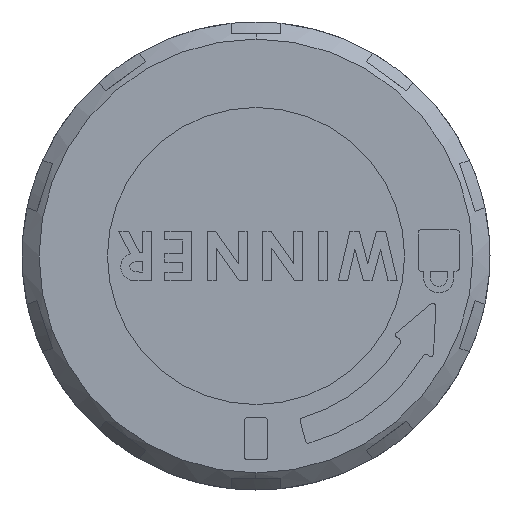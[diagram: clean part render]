
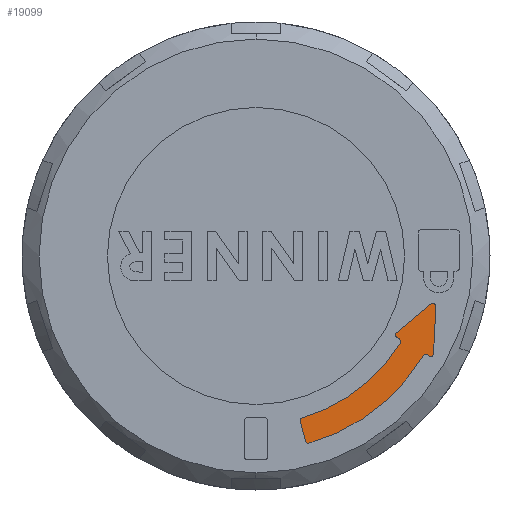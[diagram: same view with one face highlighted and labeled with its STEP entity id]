
A CAD part, left-side view. The second image highlights one B-rep face of the part: STEP entity #19099.
In plain terms, the highlighted planar face has unit normal (-1, 0, 0).
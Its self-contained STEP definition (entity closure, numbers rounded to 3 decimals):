
#250 = CARTESIAN_POINT ( 'NONE',  ( -47.14, -3.557, -12.504 ) ) ;
#280 = DIRECTION ( 'NONE',  ( -1., 0., 0. ) ) ;
#383 = DIRECTION ( 'NONE',  ( 1., 0., 0. ) ) ;
#417 = ORIENTED_EDGE ( 'NONE', *, *, #2034, .T. ) ;
#470 = DIRECTION ( 'NONE',  ( 0., 0., 1. ) ) ;
#483 = FACE_OUTER_BOUND ( 'NONE', #7043, .T. ) ;
#621 = VERTEX_POINT ( 'NONE', #11302 ) ;
#669 = ORIENTED_EDGE ( 'NONE', *, *, #8492, .T. ) ;
#816 = VERTEX_POINT ( 'NONE', #15616 ) ;
#920 = CIRCLE ( 'NONE', #7189, 0.25 ) ;
#948 = CIRCLE ( 'NONE', #8864, 0.25 ) ;
#1022 = ORIENTED_EDGE ( 'NONE', *, *, #6729, .T. ) ;
#1048 = AXIS2_PLACEMENT_3D ( 'NONE', #11437, #383, #12915 ) ;
#1186 = ORIENTED_EDGE ( 'NONE', *, *, #15689, .T. ) ;
#1543 = LINE ( 'NONE', #6127, #9313 ) ;
#1991 = AXIS2_PLACEMENT_3D ( 'NONE', #16995, #6121, #7807 ) ;
#2034 = EDGE_CURVE ( 'NONE', #4162, #14568, #948, .T. ) ;
#2317 = CARTESIAN_POINT ( 'NONE',  ( -47.14, -10.798, -6.003 ) ) ;
#2722 = DIRECTION ( 'NONE',  ( 0., -0.866, -0.5 ) ) ;
#2733 = CIRCLE ( 'NONE', #19775, 0.25 ) ;
#2748 = CIRCLE ( 'NONE', #19010, 0.2 ) ;
#3124 = ORIENTED_EDGE ( 'NONE', *, *, #3899, .T. ) ;
#3145 = EDGE_CURVE ( 'NONE', #18128, #8196, #3912, .T. ) ;
#3303 = DIRECTION ( 'NONE',  ( -1., 0., 0. ) ) ;
#3438 = DIRECTION ( 'NONE',  ( 0., 0., 1. ) ) ;
#3729 = DIRECTION ( 'NONE',  ( 0., 0., 1. ) ) ;
#3737 = CARTESIAN_POINT ( 'NONE',  ( -47.14, -10.698, -6.177 ) ) ;
#3899 = EDGE_CURVE ( 'NONE', #8196, #6988, #14370, .T. ) ;
#3912 = CIRCLE ( 'NONE', #9133, 0.2 ) ;
#3937 = ORIENTED_EDGE ( 'NONE', *, *, #11046, .T. ) ;
#3975 = VERTEX_POINT ( 'NONE', #3737 ) ;
#4061 = ORIENTED_EDGE ( 'NONE', *, *, #19110, .T. ) ;
#4162 = VERTEX_POINT ( 'NONE', #11181 ) ;
#4193 = AXIS2_PLACEMENT_3D ( 'NONE', #2317, #6999, #7135 ) ;
#4502 = CARTESIAN_POINT ( 'NONE',  ( -47.14, -13.5, -7.458 ) ) ;
#4932 = DIRECTION ( 'NONE',  ( -1., 0., 0. ) ) ;
#5048 = VERTEX_POINT ( 'NONE', #9634 ) ;
#5335 = CARTESIAN_POINT ( 'NONE',  ( -47.14, -13.2, -7.621 ) ) ;
#6079 = VECTOR ( 'NONE', #2722, 1000. ) ;
#6121 = DIRECTION ( 'NONE',  ( -1., 0., 0. ) ) ;
#6127 = CARTESIAN_POINT ( 'NONE',  ( -47.14, -3.364, -12.556 ) ) ;
#6224 = DIRECTION ( 'NONE',  ( 0., 0., 1. ) ) ;
#6495 = DIRECTION ( 'NONE',  ( -1., 0., 0. ) ) ;
#6580 = PLANE ( 'NONE',  #10858 ) ;
#6598 = VECTOR ( 'NONE', #6675, 1000. ) ;
#6675 = DIRECTION ( 'NONE',  ( 0., -0.866, -0.5 ) ) ;
#6716 = CARTESIAN_POINT ( 'NONE',  ( -47.14, -12.907, -7.74 ) ) ;
#6729 = EDGE_CURVE ( 'NONE', #5048, #14291, #2748, .T. ) ;
#6848 = EDGE_CURVE ( 'NONE', #14568, #5048, #17771, .T. ) ;
#6956 = VECTOR ( 'NONE', #9549, 1000. ) ;
#6988 = VERTEX_POINT ( 'NONE', #8794 ) ;
#6999 = DIRECTION ( 'NONE',  ( -1., 0., 0. ) ) ;
#7043 = EDGE_LOOP ( 'NONE', ( #8381, #669, #8661, #17147, #3124, #1186, #19321, #13773, #10104, #4061, #417, #11231, #1022, #13502, #3937, #17870 ) ) ;
#7068 = CARTESIAN_POINT ( 'NONE',  ( -47.14, -10.698, -6.177 ) ) ;
#7135 = DIRECTION ( 'NONE',  ( 0., 0., 1. ) ) ;
#7189 = AXIS2_PLACEMENT_3D ( 'NONE', #16157, #17592, #16230 ) ;
#7268 = CARTESIAN_POINT ( 'NONE',  ( -47.14, -10.955, -6.62 ) ) ;
#7359 = EDGE_CURVE ( 'NONE', #18633, #7743, #15538, .T. ) ;
#7363 = CARTESIAN_POINT ( 'NONE',  ( -47.14, -10.67, -5.85 ) ) ;
#7481 = CARTESIAN_POINT ( 'NONE',  ( -47.14, -13.032, -7.524 ) ) ;
#7743 = VERTEX_POINT ( 'NONE', #17088 ) ;
#7807 = DIRECTION ( 'NONE',  ( 0., 0., 1. ) ) ;
#8069 = DIRECTION ( 'NONE',  ( -1., 0., 0. ) ) ;
#8149 = CARTESIAN_POINT ( 'NONE',  ( -47.14, -13.438, -3.853 ) ) ;
#8196 = VERTEX_POINT ( 'NONE', #4502 ) ;
#8381 = ORIENTED_EDGE ( 'NONE', *, *, #14386, .T. ) ;
#8492 = EDGE_CURVE ( 'NONE', #18790, #15828, #920, .T. ) ;
#8661 = ORIENTED_EDGE ( 'NONE', *, *, #15234, .T. ) ;
#8753 = LINE ( 'NONE', #7068, #6079 ) ;
#8777 = VECTOR ( 'NONE', #13245, 1000. ) ;
#8778 = CIRCLE ( 'NONE', #17575, 0.25 ) ;
#8794 = CARTESIAN_POINT ( 'NONE',  ( -47.14, -13.688, -3.866 ) ) ;
#8864 = AXIS2_PLACEMENT_3D ( 'NONE', #17574, #16012, #470 ) ;
#9133 = AXIS2_PLACEMENT_3D ( 'NONE', #14450, #4932, #3438 ) ;
#9282 = CARTESIAN_POINT ( 'NONE',  ( -47.14, -3.972, -14.049 ) ) ;
#9313 = VECTOR ( 'NONE', #13803, 1000. ) ;
#9423 = VERTEX_POINT ( 'NONE', #10691 ) ;
#9549 = DIRECTION ( 'NONE',  ( 0., 0.766, -0.643 ) ) ;
#9634 = CARTESIAN_POINT ( 'NONE',  ( -47.14, -3.503, -12.311 ) ) ;
#10103 = CIRCLE ( 'NONE', #13452, 0.2 ) ;
#10104 = ORIENTED_EDGE ( 'NONE', *, *, #17238, .T. ) ;
#10691 = CARTESIAN_POINT ( 'NONE',  ( -47.14, -3.778, -14.101 ) ) ;
#10693 = AXIS2_PLACEMENT_3D ( 'NONE', #8149, #17667, #3729 ) ;
#10858 = AXIS2_PLACEMENT_3D ( 'NONE', #17383, #8069, #18940 ) ;
#11040 = DIRECTION ( 'NONE',  ( 0., 0., -1. ) ) ;
#11046 = EDGE_CURVE ( 'NONE', #9423, #816, #10103, .T. ) ;
#11109 = EDGE_CURVE ( 'NONE', #7743, #11414, #19347, .T. ) ;
#11181 = CARTESIAN_POINT ( 'NONE',  ( -47.14, -10.866, -6.274 ) ) ;
#11219 = LINE ( 'NONE', #19101, #6598 ) ;
#11231 = ORIENTED_EDGE ( 'NONE', *, *, #6848, .T. ) ;
#11302 = CARTESIAN_POINT ( 'NONE',  ( -47.14, -12.692, -7.612 ) ) ;
#11414 = VERTEX_POINT ( 'NONE', #7363 ) ;
#11437 = CARTESIAN_POINT ( 'NONE',  ( -47.14, 0., 0. ) ) ;
#11462 = DIRECTION ( 'NONE',  ( 1., 0., 0. ) ) ;
#11750 = CARTESIAN_POINT ( 'NONE',  ( -47.14, -13.438, -3.603 ) ) ;
#12739 = CARTESIAN_POINT ( 'NONE',  ( -47.14, -3.364, -12.556 ) ) ;
#12915 = DIRECTION ( 'NONE',  ( 0., 0., -1. ) ) ;
#13245 = DIRECTION ( 'NONE',  ( 0., -0.052, 0.999 ) ) ;
#13452 = AXIS2_PLACEMENT_3D ( 'NONE', #9282, #3303, #6224 ) ;
#13502 = ORIENTED_EDGE ( 'NONE', *, *, #16956, .T. ) ;
#13773 = ORIENTED_EDGE ( 'NONE', *, *, #11109, .T. ) ;
#13803 = DIRECTION ( 'NONE',  ( 0., -0.259, -0.966 ) ) ;
#14291 = VERTEX_POINT ( 'NONE', #12739 ) ;
#14370 = LINE ( 'NONE', #17806, #8777 ) ;
#14386 = EDGE_CURVE ( 'NONE', #621, #18790, #2733, .T. ) ;
#14450 = CARTESIAN_POINT ( 'NONE',  ( -47.14, -13.3, -7.448 ) ) ;
#14568 = VERTEX_POINT ( 'NONE', #7268 ) ;
#14738 = DIRECTION ( 'NONE',  ( 0., 0., 1. ) ) ;
#15234 = EDGE_CURVE ( 'NONE', #15828, #18128, #11219, .T. ) ;
#15538 = CIRCLE ( 'NONE', #10693, 0.25 ) ;
#15616 = CARTESIAN_POINT ( 'NONE',  ( -47.14, -4.026, -14.242 ) ) ;
#15689 = EDGE_CURVE ( 'NONE', #6988, #18633, #8778, .T. ) ;
#15828 = VERTEX_POINT ( 'NONE', #7481 ) ;
#16012 = DIRECTION ( 'NONE',  ( 1., 0., 0. ) ) ;
#16157 = CARTESIAN_POINT ( 'NONE',  ( -47.14, -12.907, -7.74 ) ) ;
#16230 = DIRECTION ( 'NONE',  ( 0., 0., 1. ) ) ;
#16956 = EDGE_CURVE ( 'NONE', #14291, #9423, #1543, .T. ) ;
#16995 = CARTESIAN_POINT ( 'NONE',  ( -47.14, 0., 0. ) ) ;
#17088 = CARTESIAN_POINT ( 'NONE',  ( -47.14, -13.278, -3.662 ) ) ;
#17147 = ORIENTED_EDGE ( 'NONE', *, *, #3145, .T. ) ;
#17238 = EDGE_CURVE ( 'NONE', #11414, #3975, #19003, .T. ) ;
#17383 = CARTESIAN_POINT ( 'NONE',  ( -47.14, -12.907, -7.74 ) ) ;
#17393 = CARTESIAN_POINT ( 'NONE',  ( -47.14, -13.438, -3.853 ) ) ;
#17574 = CARTESIAN_POINT ( 'NONE',  ( -47.14, -10.741, -6.49 ) ) ;
#17575 = AXIS2_PLACEMENT_3D ( 'NONE', #17393, #280, #18741 ) ;
#17592 = DIRECTION ( 'NONE',  ( 1., 0., 0. ) ) ;
#17667 = DIRECTION ( 'NONE',  ( -1., 0., 0. ) ) ;
#17771 = CIRCLE ( 'NONE', #1048, 12.8 ) ;
#17806 = CARTESIAN_POINT ( 'NONE',  ( -47.14, -13.5, -7.458 ) ) ;
#17870 = ORIENTED_EDGE ( 'NONE', *, *, #18839, .T. ) ;
#18128 = VERTEX_POINT ( 'NONE', #5335 ) ;
#18474 = CARTESIAN_POINT ( 'NONE',  ( -47.14, -12.907, -7.49 ) ) ;
#18633 = VERTEX_POINT ( 'NONE', #11750 ) ;
#18714 = CIRCLE ( 'NONE', #1991, 14.8 ) ;
#18741 = DIRECTION ( 'NONE',  ( 0., 0., 1. ) ) ;
#18790 = VERTEX_POINT ( 'NONE', #18474 ) ;
#18839 = EDGE_CURVE ( 'NONE', #816, #621, #18714, .T. ) ;
#18845 = CARTESIAN_POINT ( 'NONE',  ( -47.14, -13.278, -3.662 ) ) ;
#18940 = DIRECTION ( 'NONE',  ( 0., 0., 1. ) ) ;
#19003 = CIRCLE ( 'NONE', #4193, 0.2 ) ;
#19010 = AXIS2_PLACEMENT_3D ( 'NONE', #250, #6495, #11040 ) ;
#19099 = ADVANCED_FACE ( 'NONE', ( #483 ), #6580, .T. ) ;
#19101 = CARTESIAN_POINT ( 'NONE',  ( -47.14, -13.032, -7.524 ) ) ;
#19110 = EDGE_CURVE ( 'NONE', #3975, #4162, #8753, .T. ) ;
#19321 = ORIENTED_EDGE ( 'NONE', *, *, #7359, .T. ) ;
#19347 = LINE ( 'NONE', #18845, #6956 ) ;
#19775 = AXIS2_PLACEMENT_3D ( 'NONE', #6716, #11462, #14738 ) ;
